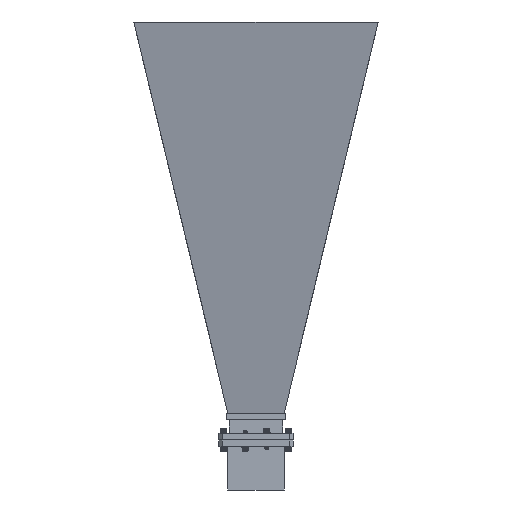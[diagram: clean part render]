
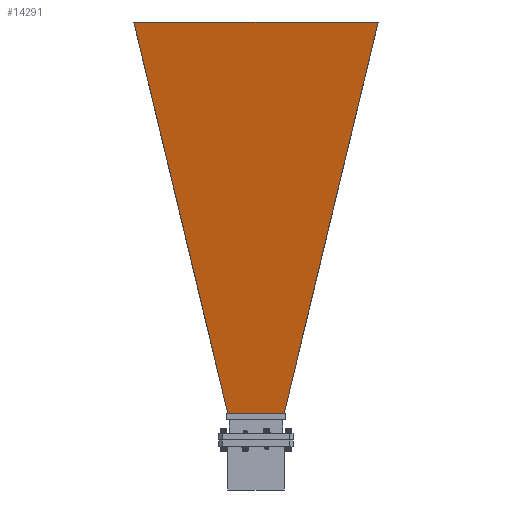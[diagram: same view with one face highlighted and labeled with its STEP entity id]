
A CAD part, front view. The second image highlights one B-rep face of the part: STEP entity #14291.
In plain terms, the highlighted face is planar.
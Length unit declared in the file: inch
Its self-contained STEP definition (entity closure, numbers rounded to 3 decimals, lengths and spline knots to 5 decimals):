
#442 = DIRECTION ( 'NONE',  ( -0.23, -0.956, -0.183 ) ) ;
#854 = FACE_OUTER_BOUND ( 'NONE', #10172, .T. ) ;
#909 = VECTOR ( 'NONE', #442, 39.37008 ) ;
#1071 = ORIENTED_EDGE ( 'NONE', *, *, #14113, .T. ) ;
#1582 = LINE ( 'NONE', #14112, #7033 ) ;
#1616 = CARTESIAN_POINT ( 'NONE',  ( 1.059, 0.25, 0.54968 ) ) ;
#1650 = AXIS2_PLACEMENT_3D ( 'NONE', #6687, #12502, #2273 ) ;
#2180 = EDGE_CURVE ( 'NONE', #9244, #8582, #3850, .T. ) ;
#2273 = DIRECTION ( 'NONE',  ( 0., 0.982, 0.188 ) ) ;
#2361 = ORIENTED_EDGE ( 'NONE', *, *, #2180, .T. ) ;
#2845 = VECTOR ( 'NONE', #11490, 39.37008 ) ;
#3601 = CARTESIAN_POINT ( 'NONE',  ( -2.16659, 0.25, 0.54968 ) ) ;
#3817 = EDGE_CURVE ( 'NONE', #8582, #11939, #1582, .T. ) ;
#3850 = LINE ( 'NONE', #9659, #12196 ) ;
#3862 = CARTESIAN_POINT ( 'NONE',  ( 4.57986, 14.91193, 3.358 ) ) ;
#4715 = LINE ( 'NONE', #3601, #2845 ) ;
#5421 = PLANE ( 'NONE',  #1650 ) ;
#6687 = CARTESIAN_POINT ( 'NONE',  ( 18.08424, -0.09271, 0.48404 ) ) ;
#6857 = CARTESIAN_POINT ( 'NONE',  ( -1.059, 0.25, 0.54968 ) ) ;
#7033 = VECTOR ( 'NONE', #10827, 39.37008 ) ;
#7206 = ORIENTED_EDGE ( 'NONE', *, *, #3817, .T. ) ;
#8408 = EDGE_CURVE ( 'NONE', #9244, #8880, #10805, .T. ) ;
#8582 = VERTEX_POINT ( 'NONE', #9023 ) ;
#8880 = VERTEX_POINT ( 'NONE', #1616 ) ;
#9023 = CARTESIAN_POINT ( 'NONE',  ( -4.57986, 14.91193, 3.358 ) ) ;
#9244 = VERTEX_POINT ( 'NONE', #3862 ) ;
#9659 = CARTESIAN_POINT ( 'NONE',  ( 18.08424, 14.91193, 3.358 ) ) ;
#9667 = ORIENTED_EDGE ( 'NONE', *, *, #8408, .F. ) ;
#10172 = EDGE_LOOP ( 'NONE', ( #2361, #7206, #1071, #9667 ) ) ;
#10805 = LINE ( 'NONE', #14161, #909 ) ;
#10827 = DIRECTION ( 'NONE',  ( 0.23, -0.956, -0.183 ) ) ;
#11490 = DIRECTION ( 'NONE',  ( 1., 0., 0. ) ) ;
#11939 = VERTEX_POINT ( 'NONE', #6857 ) ;
#12196 = VECTOR ( 'NONE', #14189, 39.37008 ) ;
#12502 = DIRECTION ( 'NONE',  ( 0., 0.188, -0.982 ) ) ;
#14112 = CARTESIAN_POINT ( 'NONE',  ( -1.87816, 3.66124, 1.20307 ) ) ;
#14113 = EDGE_CURVE ( 'NONE', #11939, #8880, #4715, .T. ) ;
#14161 = CARTESIAN_POINT ( 'NONE',  ( 1.87816, 3.66124, 1.20307 ) ) ;
#14189 = DIRECTION ( 'NONE',  ( -1., 0., 0. ) ) ;
#14291 = ADVANCED_FACE ( 'NONE', ( #854 ), #5421, .F. ) ;
